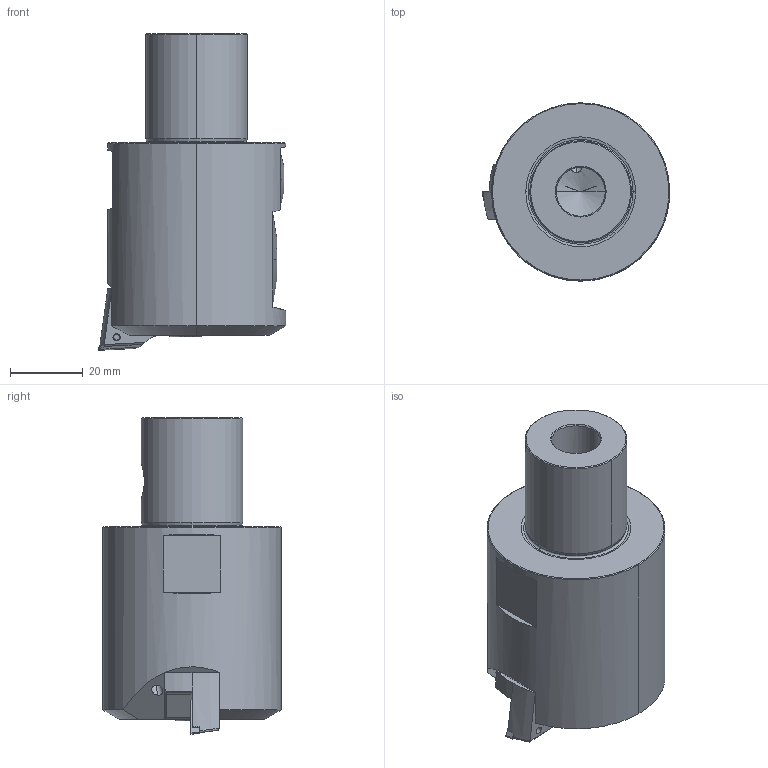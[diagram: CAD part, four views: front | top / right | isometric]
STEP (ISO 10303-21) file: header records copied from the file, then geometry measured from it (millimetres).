
FILE_DESCRIPTION(('no description'),'unknown implementation level');
FILE_NAME('7B260094-D21D-4646-B07D-B229B4033EFA_export.stp',' ',('CIMSOURCE GmbH'),('CADClick - KiM GmbH - www.kimweb.de'),'unknown preprocess','ACIS','unknown authorization');
FILE_SCHEMA(('automotive_design'));
Length unit declared in the file: millimetre
Products named in the file (7): 309.501 Kaiser EWB 53 UP x CK5|690.177 Kaiser ETL M5x11.4_DIN 912 M5 x 12 --- 12C;Hex; 309.501 Kaiser EWB 53 UP x CK5|309.530 Kaiser Werkzeugk�rper zu EWB 53 UP;<N145.11 CK5 Zapfen>-<K�rper-Verschieben/Kopieren2>; 309.501 Kaiser EWB 53 UP x CK5|627.151 Kaiser WPH EWB 53 UP|694.122 Kaiser ETL M2.5x6.5 T7 IP 10S;Kreismuster1; 309.501 Kaiser EWB 53 UP x CK5|627.151 Kaiser WPH EWB 53 UP|655.383 Kaiser TCGT 110204 K10C;Kombinieren1; 309.501 Kaiser EWB 53 UP x CK5|627.151 Kaiser WPH EWB 53 UP|627.151 Kaiser WPH EWB 53 UP-2;Schleifen breite; 309.501 Kaiser EWB 53 UP x CK5|627.151 Kaiser WPH EWB 53 UP|627.151 Kaiser WPH EWB 53 UP-1;<N016.05 (TC 1102) PLS rechts Freistellung neutral>-<<655.321>-<Kombinieren1>>; 309.501 Kaiser EWB 53 UP x CK5|627.151 Kaiser WPH EWB 53 UP|627.151 Kaiser WPH EWB 53 UP;<N016.05 (TC 1102) PLS rechts Freistellung neutral>-<<0640.021>-<Kombinieren1>>
Bounding box: 51.56 x 49 x 87.1 mm (x, y, z)
Volume: 108927.7 mm3; surface area: 21603.7 mm2
Topology: 7 solids, 7 shells, 456 faces, 1161 edges, 746 vertices
Faces by surface type: plane 196, bspline 94, cylinder 79, cone 69, torus 18
Entity records: 32810 total; most frequent: CARTESIAN_POINT 8957, STYLED_ITEM 2364, PRESENTATION_STYLE_ASSIGNMENT 2364, COLOUR_RGB 2364, ORIENTED_EDGE 2310, DIRECTION 1952, EDGE_CURVE 1155, CURVE_STYLE 1155
